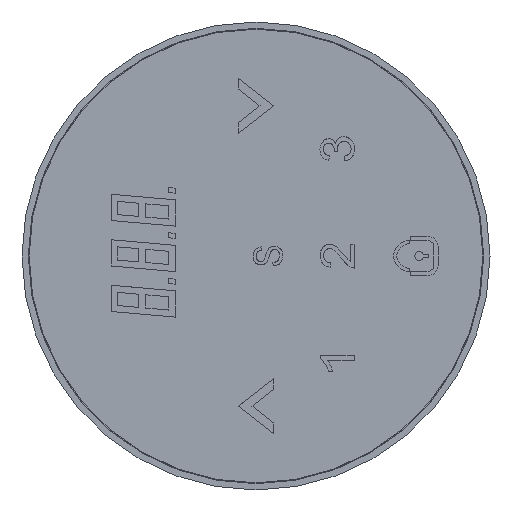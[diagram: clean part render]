
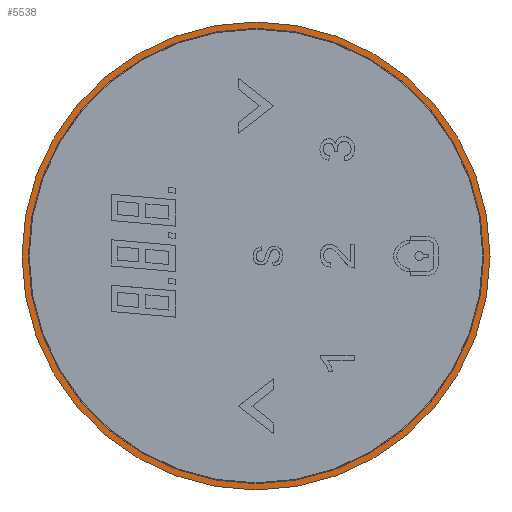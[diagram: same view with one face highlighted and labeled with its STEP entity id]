
A CAD part, top view. The second image highlights one B-rep face of the part: STEP entity #5538.
In plain terms, the highlighted planar face has unit normal (0, 0, 1).
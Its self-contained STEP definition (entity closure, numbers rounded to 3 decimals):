
#152 = AXIS2_PLACEMENT_3D ( 'NONE', #2403, #7374, #989 ) ;
#715 = EDGE_CURVE ( 'NONE', #6204, #7604, #8296, .T. ) ;
#907 = CARTESIAN_POINT ( 'NONE',  ( 0., 0., 26.15 ) ) ;
#943 = DIRECTION ( 'NONE',  ( 0., 0., -1. ) ) ;
#979 = FACE_OUTER_BOUND ( 'NONE', #5235, .T. ) ;
#989 = DIRECTION ( 'NONE',  ( 1., 0., 0. ) ) ;
#1018 = CARTESIAN_POINT ( 'NONE',  ( 0., 0., 26.15 ) ) ;
#1176 = CARTESIAN_POINT ( 'NONE',  ( -35.028, 0., 26.15 ) ) ;
#1191 = AXIS2_PLACEMENT_3D ( 'NONE', #8336, #7611, #5558 ) ;
#1249 = ORIENTED_EDGE ( 'NONE', *, *, #715, .F. ) ;
#1795 = DIRECTION ( 'NONE',  ( 0., 0., -1. ) ) ;
#1809 = ORIENTED_EDGE ( 'NONE', *, *, #5929, .T. ) ;
#2315 = FACE_BOUND ( 'NONE', #8308, .T. ) ;
#2403 = CARTESIAN_POINT ( 'NONE',  ( 0., 0., 26.15 ) ) ;
#2777 = CARTESIAN_POINT ( 'NONE',  ( 36.003, 0., 26.15 ) ) ;
#2902 = AXIS2_PLACEMENT_3D ( 'NONE', #5961, #7400, #8817 ) ;
#4438 = DIRECTION ( 'NONE',  ( 1., 0., 0. ) ) ;
#4606 = DIRECTION ( 'NONE',  ( 1., 0., 0. ) ) ;
#5021 = VERTEX_POINT ( 'NONE', #5153 ) ;
#5139 = CARTESIAN_POINT ( 'NONE',  ( -36.003, 0., 26.15 ) ) ;
#5153 = CARTESIAN_POINT ( 'NONE',  ( 35.028, 0., 26.15 ) ) ;
#5235 = EDGE_LOOP ( 'NONE', ( #1249, #7421 ) ) ;
#5306 = CIRCLE ( 'NONE', #8841, 35.028 ) ;
#5538 = ADVANCED_FACE ( 'NONE', ( #979, #2315 ), #6714, .T. ) ;
#5558 = DIRECTION ( 'NONE',  ( 1., 0., 0. ) ) ;
#5929 = EDGE_CURVE ( 'NONE', #7700, #5021, #8412, .T. ) ;
#5961 = CARTESIAN_POINT ( 'NONE',  ( 0., 0., 26.15 ) ) ;
#5964 = EDGE_CURVE ( 'NONE', #7604, #6204, #7205, .T. ) ;
#6204 = VERTEX_POINT ( 'NONE', #2777 ) ;
#6439 = EDGE_CURVE ( 'NONE', #5021, #7700, #5306, .T. ) ;
#6714 = PLANE ( 'NONE',  #152 ) ;
#7182 = AXIS2_PLACEMENT_3D ( 'NONE', #1018, #1795, #4606 ) ;
#7205 = CIRCLE ( 'NONE', #7182, 36.003 ) ;
#7374 = DIRECTION ( 'NONE',  ( 0., 0., 1. ) ) ;
#7400 = DIRECTION ( 'NONE',  ( 0., 0., -1. ) ) ;
#7421 = ORIENTED_EDGE ( 'NONE', *, *, #5964, .F. ) ;
#7604 = VERTEX_POINT ( 'NONE', #5139 ) ;
#7611 = DIRECTION ( 'NONE',  ( 0., 0., -1. ) ) ;
#7700 = VERTEX_POINT ( 'NONE', #1176 ) ;
#7780 = ORIENTED_EDGE ( 'NONE', *, *, #6439, .T. ) ;
#8296 = CIRCLE ( 'NONE', #1191, 36.003 ) ;
#8308 = EDGE_LOOP ( 'NONE', ( #7780, #1809 ) ) ;
#8336 = CARTESIAN_POINT ( 'NONE',  ( 0., 0., 26.15 ) ) ;
#8412 = CIRCLE ( 'NONE', #2902, 35.028 ) ;
#8817 = DIRECTION ( 'NONE',  ( 1., 0., 0. ) ) ;
#8841 = AXIS2_PLACEMENT_3D ( 'NONE', #907, #943, #4438 ) ;
